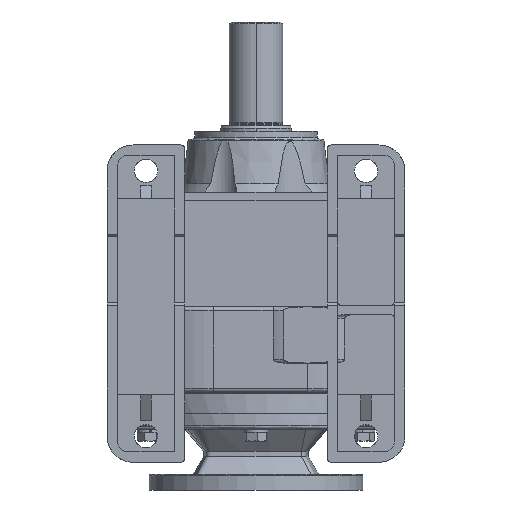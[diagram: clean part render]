
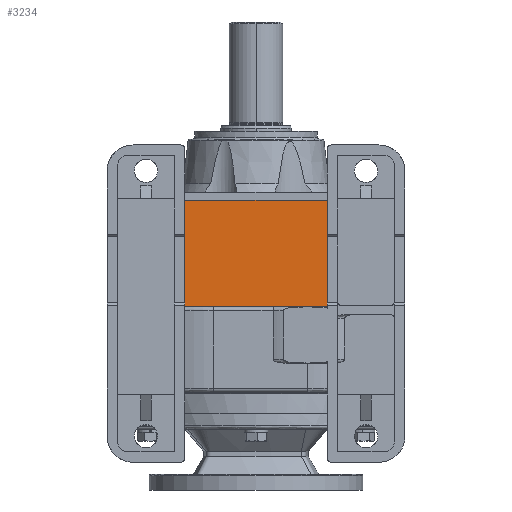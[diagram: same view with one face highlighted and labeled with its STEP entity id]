
A CAD part, front view. The second image highlights one B-rep face of the part: STEP entity #3234.
In plain terms, the highlighted planar face has unit normal (0, -1, 0).
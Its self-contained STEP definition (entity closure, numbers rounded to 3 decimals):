
#2007 = LINE ( 'NONE', #27574, #70302 ) ;
#3047 = EDGE_CURVE ( 'NONE', #47981, #52659, #2007, .T. ) ;
#3234 = ADVANCED_FACE ( 'NONE', ( #48529 ), #40467, .F. ) ;
#5329 = VECTOR ( 'NONE', #67842, 39.37 ) ;
#5398 = CARTESIAN_POINT ( 'NONE',  ( 2.165, 1.457, -3.307 ) ) ;
#10291 = DIRECTION ( 'NONE',  ( -1., 0., 0. ) ) ;
#11235 = ORIENTED_EDGE ( 'NONE', *, *, #12445, .T. ) ;
#12445 = EDGE_CURVE ( 'NONE', #52659, #43501, #55719, .T. ) ;
#16312 = ORIENTED_EDGE ( 'NONE', *, *, #16802, .T. ) ;
#16802 = EDGE_CURVE ( 'NONE', #64259, #47981, #21728, .T. ) ;
#21728 = LINE ( 'NONE', #62256, #5329 ) ;
#25205 = CARTESIAN_POINT ( 'NONE',  ( -2.165, 1.457, -5.994 ) ) ;
#25292 = DIRECTION ( 'NONE',  ( 0., 0., -1. ) ) ;
#27574 = CARTESIAN_POINT ( 'NONE',  ( -2.165, 1.457, -0.059 ) ) ;
#28113 = CARTESIAN_POINT ( 'NONE',  ( -2.165, 1.457, -3.307 ) ) ;
#29368 = AXIS2_PLACEMENT_3D ( 'NONE', #69395, #62473, #69006 ) ;
#29493 = VECTOR ( 'NONE', #10291, 39.37 ) ;
#31860 = CARTESIAN_POINT ( 'NONE',  ( 2.165, 1.457, -0.059 ) ) ;
#32173 = CARTESIAN_POINT ( 'NONE',  ( 6.393, 1.457, -3.307 ) ) ;
#39111 = DIRECTION ( 'NONE',  ( -1., 0., 0. ) ) ;
#40467 = PLANE ( 'NONE',  #29368 ) ;
#43501 = VERTEX_POINT ( 'NONE', #28113 ) ;
#44118 = LINE ( 'NONE', #32173, #29493 ) ;
#47981 = VERTEX_POINT ( 'NONE', #31860 ) ;
#47996 = EDGE_LOOP ( 'NONE', ( #11235, #55108, #16312, #58543 ) ) ;
#48529 = FACE_OUTER_BOUND ( 'NONE', #47996, .T. ) ;
#52659 = VERTEX_POINT ( 'NONE', #55238 ) ;
#55108 = ORIENTED_EDGE ( 'NONE', *, *, #56007, .F. ) ;
#55238 = CARTESIAN_POINT ( 'NONE',  ( -2.165, 1.457, -0.059 ) ) ;
#55719 = LINE ( 'NONE', #25205, #70463 ) ;
#56007 = EDGE_CURVE ( 'NONE', #64259, #43501, #44118, .T. ) ;
#58543 = ORIENTED_EDGE ( 'NONE', *, *, #3047, .T. ) ;
#62256 = CARTESIAN_POINT ( 'NONE',  ( 2.165, 1.457, -5.994 ) ) ;
#62473 = DIRECTION ( 'NONE',  ( 0., 1., 0. ) ) ;
#64259 = VERTEX_POINT ( 'NONE', #5398 ) ;
#67842 = DIRECTION ( 'NONE',  ( 0., 0., 1. ) ) ;
#69006 = DIRECTION ( 'NONE',  ( 0., 0., 1. ) ) ;
#69395 = CARTESIAN_POINT ( 'NONE',  ( 6.393, 1.457, -3.11 ) ) ;
#70302 = VECTOR ( 'NONE', #39111, 39.37 ) ;
#70463 = VECTOR ( 'NONE', #25292, 39.37 ) ;
